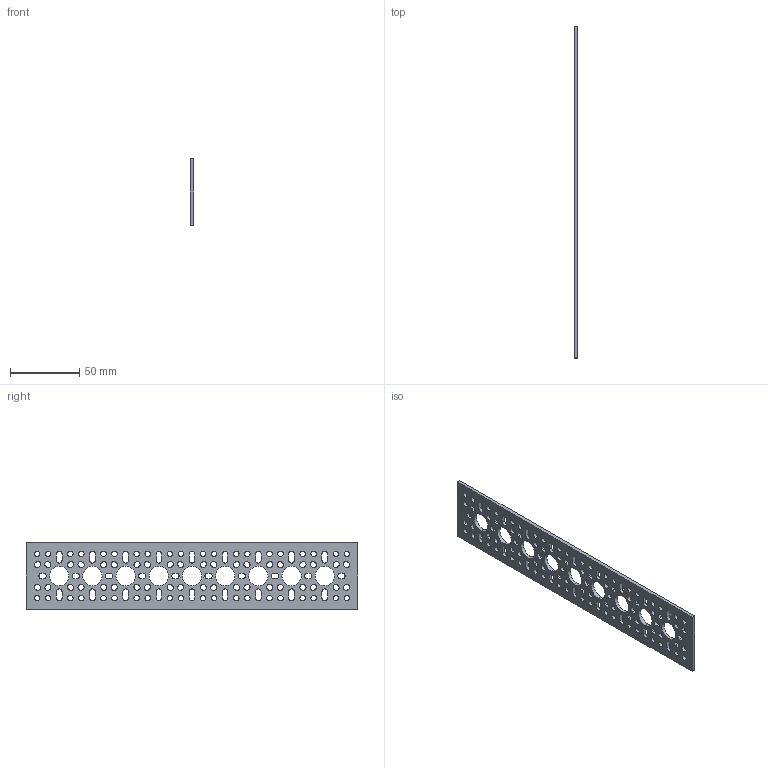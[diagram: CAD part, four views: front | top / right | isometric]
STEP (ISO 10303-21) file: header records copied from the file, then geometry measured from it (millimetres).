
FILE_DESCRIPTION (( 'STEP AP203' ), '1' );
FILE_NAME ('1104-0009-0240 rev1.STEP', '2017-05-12T20:44:18', ( '' ), ( '' ), 'SwSTEP 2.0', 'SolidWorks 2016', '' );
FILE_SCHEMA (( 'CONFIG_CONTROL_DESIGN' ));
Length unit declared in the file: millimetre
Products named in the file (1): 1104-0009-0240 rev1
Bounding box: 2.5 x 240 x 48 mm (x, y, z)
Volume: 20688.2 mm3; surface area: 23000.7 mm2
Topology: 1 solids, 1 shells, 425 faces, 1269 edges, 846 vertices
Faces by surface type: cylinder 283, plane 142
Entity records: 15094 total; most frequent: DIRECTION 2687, CARTESIAN_POINT 2541, ORIENTED_EDGE 2538, EDGE_CURVE 1269, AXIS2_PLACEMENT_3D 992, VERTEX_POINT 846, LINE 703, VECTOR 703
